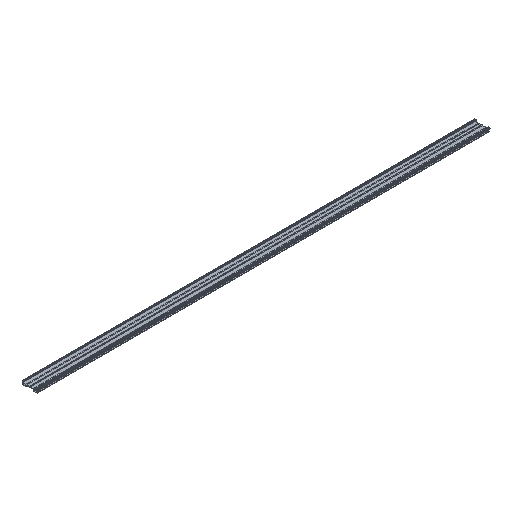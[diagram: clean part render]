
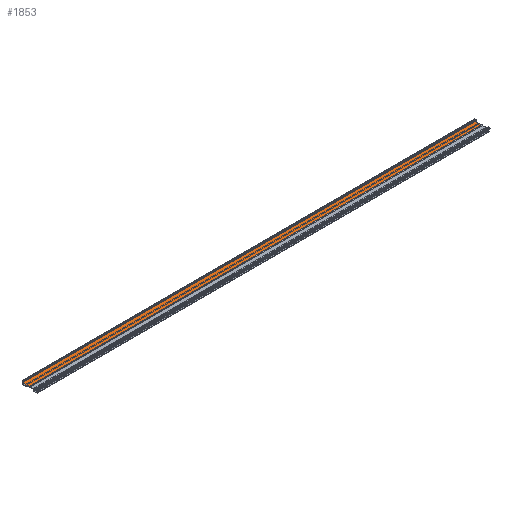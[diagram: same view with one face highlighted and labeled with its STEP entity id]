
A CAD part, isometric view. The second image highlights one B-rep face of the part: STEP entity #1853.
In plain terms, the highlighted planar face has unit normal (0, 0, 1).
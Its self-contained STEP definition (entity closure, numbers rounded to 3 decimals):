
#1809=AXIS2_PLACEMENT_3D('Plane Axis2P3D',#1806,#1807,#1808) ;
#361=CARTESIAN_POINT('Vertex',(0.,13.456,3.4)) ;
#364=CARTESIAN_POINT('Line Origine',(0.,18.828,3.4)) ;
#368=CARTESIAN_POINT('Vertex',(0.,24.2,3.4)) ;
#879=CARTESIAN_POINT('Vertex',(750.,24.2,3.4)) ;
#882=CARTESIAN_POINT('Line Origine',(750.,18.828,3.4)) ;
#886=CARTESIAN_POINT('Vertex',(750.,13.456,3.4)) ;
#1806=CARTESIAN_POINT('Axis2P3D Location',(0.,24.45,3.4)) ;
#1829=CARTESIAN_POINT('Line Origine',(375.,13.456,3.4)) ;
#1842=CARTESIAN_POINT('Line Origine',(375.,24.2,3.4)) ;
#365=DIRECTION('Vector Direction',(0.,-1.,0.)) ;
#883=DIRECTION('Vector Direction',(0.,-1.,0.)) ;
#1807=DIRECTION('Axis2P3D Direction',(0.,0.,1.)) ;
#1808=DIRECTION('Axis2P3D XDirection',(0.,-1.,0.)) ;
#1830=DIRECTION('Vector Direction',(1.,0.,0.)) ;
#1843=DIRECTION('Vector Direction',(1.,0.,0.)) ;
#366=VECTOR('Line Direction',#365,1.) ;
#884=VECTOR('Line Direction',#883,1.) ;
#1831=VECTOR('Line Direction',#1830,1.) ;
#1844=VECTOR('Line Direction',#1843,1.) ;
#1848=ORIENTED_EDGE('',*,*,#370,.T.) ;
#1849=ORIENTED_EDGE('',*,*,#1833,.T.) ;
#1850=ORIENTED_EDGE('',*,*,#888,.F.) ;
#1851=ORIENTED_EDGE('',*,*,#1846,.T.) ;
#1853=ADVANCED_FACE('BUS-PROFIL',(#1852),#1810,.T.) ;
#370=EDGE_CURVE('',#369,#362,#367,.T.) ;
#888=EDGE_CURVE('',#880,#887,#885,.T.) ;
#1833=EDGE_CURVE('',#362,#887,#1832,.T.) ;
#1846=EDGE_CURVE('',#880,#369,#1845,.F.) ;
#1847=EDGE_LOOP('',(#1848,#1849,#1850,#1851)) ;
#1852=FACE_OUTER_BOUND('',#1847,.T.) ;
#367=LINE('Line',#364,#366) ;
#885=LINE('Line',#882,#884) ;
#1832=LINE('Line',#1829,#1831) ;
#1845=LINE('Line',#1842,#1844) ;
#1810=PLANE('',#1809) ;
#362=VERTEX_POINT('',#361) ;
#369=VERTEX_POINT('',#368) ;
#880=VERTEX_POINT('',#879) ;
#887=VERTEX_POINT('',#886) ;
